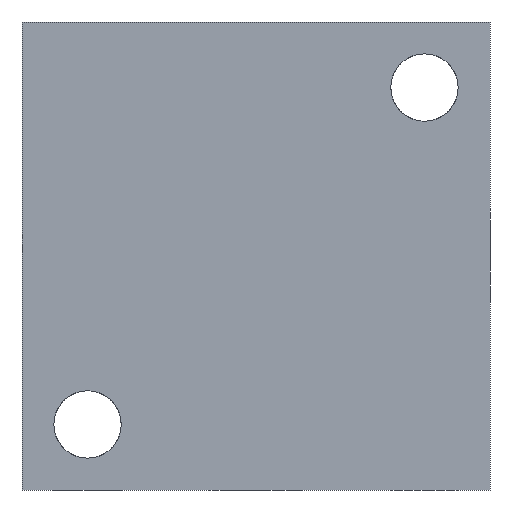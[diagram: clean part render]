
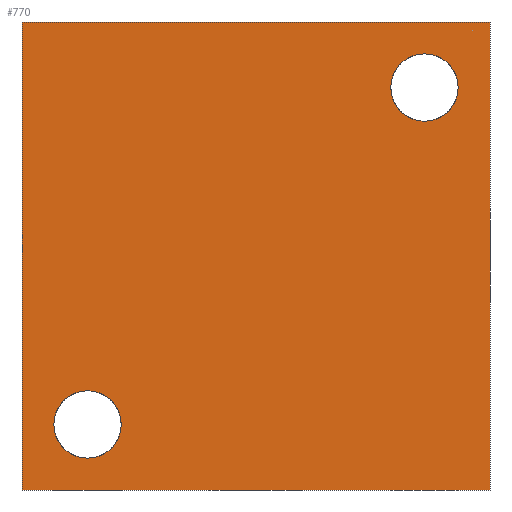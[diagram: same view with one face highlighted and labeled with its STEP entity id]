
A CAD part, front view. The second image highlights one B-rep face of the part: STEP entity #770.
In plain terms, the highlighted planar face has unit normal (0, -1, 0).
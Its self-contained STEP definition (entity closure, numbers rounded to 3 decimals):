
#26=LINE('',#1279,#52);
#28=LINE('',#1287,#54);
#29=LINE('',#1289,#55);
#30=LINE('',#1291,#56);
#52=VECTOR('',#1005,1000.);
#54=VECTOR('',#1013,1000.);
#55=VECTOR('',#1014,1000.);
#56=VECTOR('',#1015,1000.);
#75=PLANE('',#860);
#133=CIRCLE('',#861,1.8);
#134=CIRCLE('',#862,1.8);
#206=ORIENTED_EDGE('',*,*,#400,.T.);
#207=ORIENTED_EDGE('',*,*,#401,.F.);
#208=ORIENTED_EDGE('',*,*,#402,.T.);
#209=ORIENTED_EDGE('',*,*,#403,.F.);
#210=ORIENTED_EDGE('',*,*,#404,.F.);
#211=ORIENTED_EDGE('',*,*,#398,.T.);
#398=EDGE_CURVE('',#489,#488,#26,.T.);
#400=EDGE_CURVE('',#490,#490,#133,.T.);
#401=EDGE_CURVE('',#491,#491,#134,.T.);
#402=EDGE_CURVE('',#488,#492,#28,.T.);
#403=EDGE_CURVE('',#493,#492,#29,.T.);
#404=EDGE_CURVE('',#489,#493,#30,.T.);
#488=VERTEX_POINT('',#1278);
#489=VERTEX_POINT('',#1280);
#490=VERTEX_POINT('',#1284);
#491=VERTEX_POINT('',#1286);
#492=VERTEX_POINT('',#1288);
#493=VERTEX_POINT('',#1290);
#576=EDGE_LOOP('',(#206));
#577=EDGE_LOOP('',(#207));
#578=EDGE_LOOP('',(#208,#209,#210,#211));
#668=FACE_BOUND('',#576,.T.);
#669=FACE_BOUND('',#577,.T.);
#670=FACE_BOUND('',#578,.T.);
#770=ADVANCED_FACE('',(#668,#669,#670),#75,.F.);
#860=AXIS2_PLACEMENT_3D('',#1282,#1007,#1008);
#861=AXIS2_PLACEMENT_3D('',#1283,#1009,#1010);
#862=AXIS2_PLACEMENT_3D('',#1285,#1011,#1012);
#1005=DIRECTION('',(0.,0.,-1.));
#1007=DIRECTION('',(0.,1.,0.));
#1008=DIRECTION('',(0.,0.,1.));
#1009=DIRECTION('',(0.,1.,0.));
#1010=DIRECTION('',(0.,0.,1.));
#1011=DIRECTION('',(0.,-1.,0.));
#1012=DIRECTION('',(0.,0.,-1.));
#1013=DIRECTION('',(1.,0.,0.));
#1014=DIRECTION('',(0.,0.,-1.));
#1015=DIRECTION('',(1.,0.,0.));
#1278=CARTESIAN_POINT('',(-12.5,0.,-12.5));
#1279=CARTESIAN_POINT('',(-12.5,0.,12.5));
#1280=CARTESIAN_POINT('',(-12.5,0.,12.5));
#1282=CARTESIAN_POINT('',(-12.5,0.,12.5));
#1283=CARTESIAN_POINT('',(-9.,0.,-9.));
#1284=CARTESIAN_POINT('',(-9.,0.,-7.2));
#1285=CARTESIAN_POINT('',(9.,0.,9.));
#1286=CARTESIAN_POINT('',(9.,0.,7.2));
#1287=CARTESIAN_POINT('',(-12.5,0.,-12.5));
#1288=CARTESIAN_POINT('',(12.5,0.,-12.5));
#1289=CARTESIAN_POINT('',(12.5,0.,12.5));
#1290=CARTESIAN_POINT('',(12.5,0.,12.5));
#1291=CARTESIAN_POINT('',(-12.5,0.,12.5));
